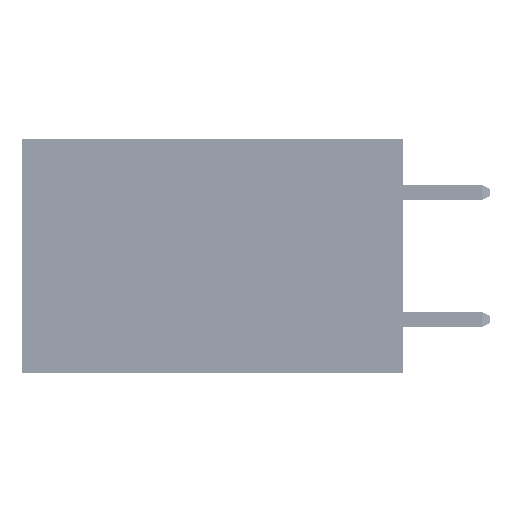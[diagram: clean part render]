
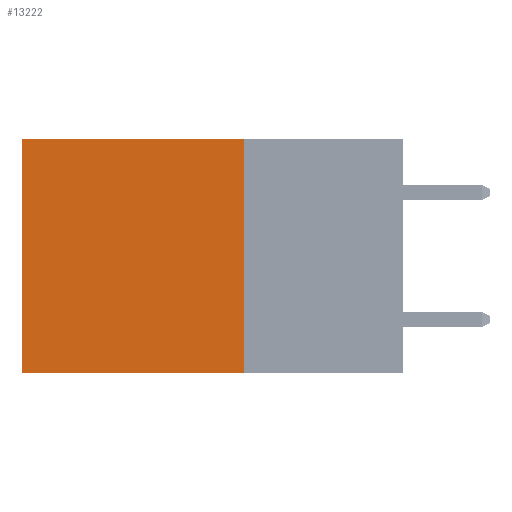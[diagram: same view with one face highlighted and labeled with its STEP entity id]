
A CAD part, left-side view. The second image highlights one B-rep face of the part: STEP entity #13222.
In plain terms, the highlighted planar face has unit normal (-1, 0, 0).
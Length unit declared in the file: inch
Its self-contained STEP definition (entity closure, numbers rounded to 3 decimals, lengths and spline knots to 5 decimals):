
#216 = EDGE_CURVE ( 'NONE', #47092, #18874, #24112, .T. ) ;
#396 = EDGE_CURVE ( 'NONE', #35799, #37974, #34826, .T. ) ;
#3573 = DIRECTION ( 'NONE',  ( 1., 0., 0. ) ) ;
#4177 = EDGE_LOOP ( 'NONE', ( #29695, #48209, #26726, #26666 ) ) ;
#4322 = VECTOR ( 'NONE', #4399, 39.37008 ) ;
#4399 = DIRECTION ( 'NONE',  ( 0., 0., -1. ) ) ;
#9636 = VECTOR ( 'NONE', #35671, 39.37008 ) ;
#10893 = CARTESIAN_POINT ( 'NONE',  ( 0.2875, 0.25, 0. ) ) ;
#13222 = ADVANCED_FACE ( 'NONE', ( #22199 ), #30482, .F. ) ;
#13236 = VECTOR ( 'NONE', #48791, 39.37008 ) ;
#17932 = DIRECTION ( 'NONE',  ( 0., 1., 0. ) ) ;
#18874 = VERTEX_POINT ( 'NONE', #35559 ) ;
#18905 = DIRECTION ( 'NONE',  ( 0., 0., -1. ) ) ;
#21380 = LINE ( 'NONE', #44743, #13236 ) ;
#22199 = FACE_OUTER_BOUND ( 'NONE', #4177, .T. ) ;
#22692 = CARTESIAN_POINT ( 'NONE',  ( 0.2875, 0.25, 0. ) ) ;
#24112 = LINE ( 'NONE', #39456, #9636 ) ;
#24486 = EDGE_CURVE ( 'NONE', #18874, #37974, #21380, .T. ) ;
#24686 = CARTESIAN_POINT ( 'NONE',  ( 0.2875, 0.25, 0. ) ) ;
#26666 = ORIENTED_EDGE ( 'NONE', *, *, #36543, .T. ) ;
#26726 = ORIENTED_EDGE ( 'NONE', *, *, #216, .F. ) ;
#29695 = ORIENTED_EDGE ( 'NONE', *, *, #396, .T. ) ;
#30482 = PLANE ( 'NONE',  #48623 ) ;
#30776 = VECTOR ( 'NONE', #17932, 39.37008 ) ;
#34826 = LINE ( 'NONE', #38097, #4322 ) ;
#35559 = CARTESIAN_POINT ( 'NONE',  ( 0.2875, 0.25, -0.37 ) ) ;
#35671 = DIRECTION ( 'NONE',  ( 0., 0., -1. ) ) ;
#35799 = VERTEX_POINT ( 'NONE', #36580 ) ;
#36543 = EDGE_CURVE ( 'NONE', #47092, #35799, #48871, .T. ) ;
#36580 = CARTESIAN_POINT ( 'NONE',  ( 0.2875, 0.6, 0. ) ) ;
#37974 = VERTEX_POINT ( 'NONE', #49134 ) ;
#38097 = CARTESIAN_POINT ( 'NONE',  ( 0.2875, 0.6, 0. ) ) ;
#39456 = CARTESIAN_POINT ( 'NONE',  ( 0.2875, 0.25, 0. ) ) ;
#44743 = CARTESIAN_POINT ( 'NONE',  ( 0.2875, 0.25, -0.37 ) ) ;
#47092 = VERTEX_POINT ( 'NONE', #24686 ) ;
#48209 = ORIENTED_EDGE ( 'NONE', *, *, #24486, .F. ) ;
#48623 = AXIS2_PLACEMENT_3D ( 'NONE', #22692, #3573, #18905 ) ;
#48791 = DIRECTION ( 'NONE',  ( 0., 1., 0. ) ) ;
#48871 = LINE ( 'NONE', #10893, #30776 ) ;
#49134 = CARTESIAN_POINT ( 'NONE',  ( 0.2875, 0.6, -0.37 ) ) ;
